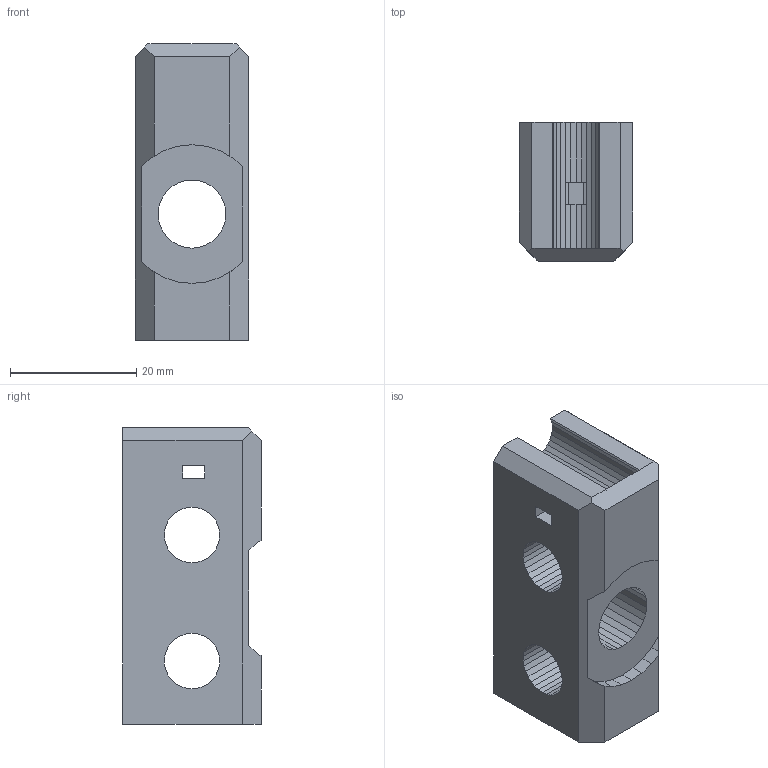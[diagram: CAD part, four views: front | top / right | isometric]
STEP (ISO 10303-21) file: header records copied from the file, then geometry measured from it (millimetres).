
FILE_DESCRIPTION(('FreeCAD Model'),'2;1');
FILE_NAME('y-corners.step', '2015-04-25T16:32:16',('Author'),(''), 'Open CASCADE STEP processor 6.8','FreeCAD','Unknown');
FILE_SCHEMA(('AUTOMOTIVE_DESIGN_CC2 { 1 2 10303 214 -1 1 5 4 }'));
Length unit declared in the file: millimetre
Products named in the file (1): difference
Bounding box: 18 x 22 x 47 mm (x, y, z)
Volume: 12527 mm3; surface area: 5945 mm2
Topology: 1 solids, 1 shells, 148 faces, 442 edges, 294 vertices
Faces by surface type: plane 148
Entity records: 10125 total; most frequent: CARTESIAN_POINT 2301, DIRECTION 1092, ORIENTED_EDGE 884, PCURVE 884, DEFINITIONAL_REPRESENTATION 884, LINE 794, VECTOR 794, B_SPLINE_CURVE_WITH_KNOTS 532
